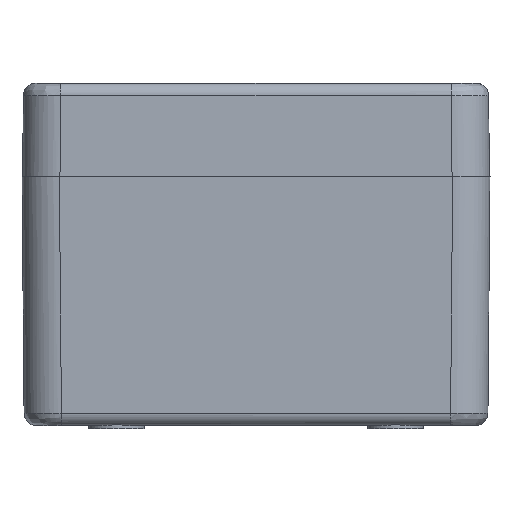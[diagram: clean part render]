
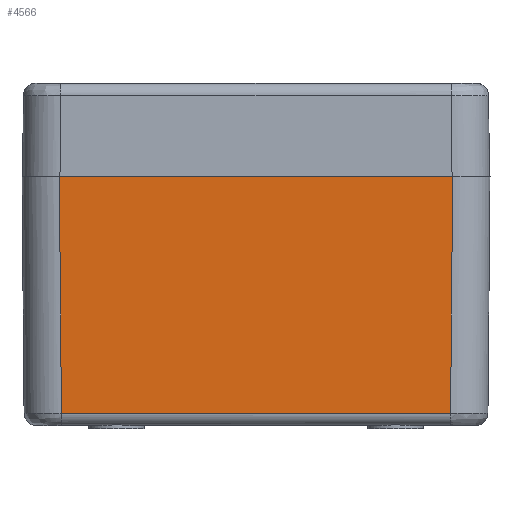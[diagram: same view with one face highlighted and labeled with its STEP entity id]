
A CAD part, left-side view. The second image highlights one B-rep face of the part: STEP entity #4566.
In plain terms, the highlighted planar face has unit normal (-1, 0, -0.009).
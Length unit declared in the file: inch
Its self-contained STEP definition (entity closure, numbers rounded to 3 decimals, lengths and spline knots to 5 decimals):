
#8 = EDGE_LOOP ( 'NONE', ( #2684, #1178, #4198, #1776 ) ) ;
#89 = EDGE_CURVE ( 'NONE', #8976, #10285, #9847, .T. ) ;
#771 = DIRECTION ( 'NONE',  ( 0., 1., 0. ) ) ;
#939 = VECTOR ( 'NONE', #10007, 39.37008 ) ;
#1178 = ORIENTED_EDGE ( 'NONE', *, *, #4927, .F. ) ;
#1669 = EDGE_CURVE ( 'NONE', #10285, #11771, #5598, .T. ) ;
#1776 = ORIENTED_EDGE ( 'NONE', *, *, #89, .T. ) ;
#1937 = CARTESIAN_POINT ( 'NONE',  ( -3.75, 1.2441, 0. ) ) ;
#2174 = FACE_OUTER_BOUND ( 'NONE', #8, .T. ) ;
#2438 = AXIS2_PLACEMENT_3D ( 'NONE', #10576, #9604, #8424 ) ;
#2684 = ORIENTED_EDGE ( 'NONE', *, *, #1669, .T. ) ;
#2722 = LINE ( 'NONE', #10145, #9145 ) ;
#4198 = ORIENTED_EDGE ( 'NONE', *, *, #8325, .F. ) ;
#4566 = ADVANCED_FACE ( 'NONE', ( #2174 ), #7361, .T. ) ;
#4927 = EDGE_CURVE ( 'NONE', #6744, #11771, #8475, .T. ) ;
#5598 = LINE ( 'NONE', #11181, #939 ) ;
#6744 = VERTEX_POINT ( 'NONE', #12490 ) ;
#6926 = DIRECTION ( 'NONE',  ( 0.009, 0.009, -1. ) ) ;
#6956 = VECTOR ( 'NONE', #12913, 39.37008 ) ;
#7361 = PLANE ( 'NONE',  #2438 ) ;
#8325 = EDGE_CURVE ( 'NONE', #8976, #6744, #2722, .T. ) ;
#8424 = DIRECTION ( 'NONE',  ( -0.009, 0., 1. ) ) ;
#8475 = LINE ( 'NONE', #10349, #12727 ) ;
#8976 = VERTEX_POINT ( 'NONE', #11529 ) ;
#9145 = VECTOR ( 'NONE', #6926, 39.37008 ) ;
#9604 = DIRECTION ( 'NONE',  ( -1., 0., -0.009 ) ) ;
#9847 = LINE ( 'NONE', #10814, #6956 ) ;
#10007 = DIRECTION ( 'NONE',  ( 0.009, -0.009, -1. ) ) ;
#10145 = CARTESIAN_POINT ( 'NONE',  ( -3.74991, -1.24401, -0.01086 ) ) ;
#10285 = VERTEX_POINT ( 'NONE', #1937 ) ;
#10349 = CARTESIAN_POINT ( 'NONE',  ( -3.73694, 0.74016, -1.49675 ) ) ;
#10576 = CARTESIAN_POINT ( 'NONE',  ( -3.75, 1.48031, 0. ) ) ;
#10814 = CARTESIAN_POINT ( 'NONE',  ( -3.75, 1.48031, 0. ) ) ;
#11181 = CARTESIAN_POINT ( 'NONE',  ( -3.75, 1.2441, 0. ) ) ;
#11529 = CARTESIAN_POINT ( 'NONE',  ( -3.75, -1.2441, 0. ) ) ;
#11771 = VERTEX_POINT ( 'NONE', #13180 ) ;
#12490 = CARTESIAN_POINT ( 'NONE',  ( -3.73694, -1.23104, -1.49675 ) ) ;
#12727 = VECTOR ( 'NONE', #771, 39.37008 ) ;
#12913 = DIRECTION ( 'NONE',  ( 0., 1., 0. ) ) ;
#13180 = CARTESIAN_POINT ( 'NONE',  ( -3.73694, 1.23104, -1.49675 ) ) ;
